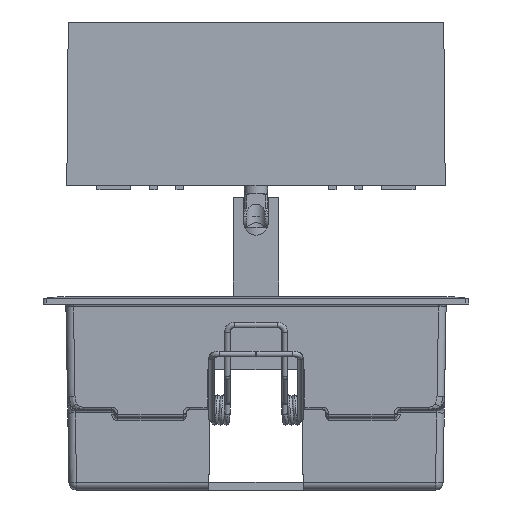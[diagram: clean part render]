
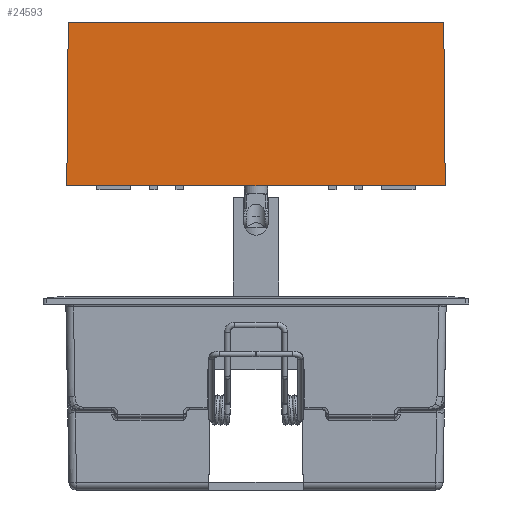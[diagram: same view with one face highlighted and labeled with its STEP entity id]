
A CAD part, front view. The second image highlights one B-rep face of the part: STEP entity #24593.
In plain terms, the highlighted planar face has unit normal (0, -1, 0.009).
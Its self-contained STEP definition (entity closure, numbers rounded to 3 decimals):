
#3398=FACE_OUTER_BOUND('',#4938,.T.);
#4938=EDGE_LOOP('',(#22612,#22613,#22614,#22615));
#6516=LINE('',#67817,#8258);
#6680=LINE('',#68152,#8422);
#6681=LINE('',#68155,#8423);
#6682=LINE('',#68156,#8424);
#8258=VECTOR('',#33466,10.);
#8422=VECTOR('',#33796,10.);
#8423=VECTOR('',#33799,10.);
#8424=VECTOR('',#33800,10.);
#11570=VERTEX_POINT('',#67810);
#11573=VERTEX_POINT('',#67815);
#11658=VERTEX_POINT('',#68150);
#11659=VERTEX_POINT('',#68154);
#15147=EDGE_CURVE('',#11573,#11570,#6516,.T.);
#15312=EDGE_CURVE('',#11573,#11658,#6680,.T.);
#15313=EDGE_CURVE('',#11659,#11658,#6681,.F.);
#15314=EDGE_CURVE('',#11570,#11659,#6682,.T.);
#22612=ORIENTED_EDGE('',*,*,#15147,.F.);
#22613=ORIENTED_EDGE('',*,*,#15312,.T.);
#22614=ORIENTED_EDGE('',*,*,#15313,.F.);
#22615=ORIENTED_EDGE('',*,*,#15314,.F.);
#23141=PLANE('',#27099);
#24593=ADVANCED_FACE('',(#3398),#23141,.T.);
#27099=AXIS2_PLACEMENT_3D('',#68153,#33797,#33798);
#33466=DIRECTION('',(-1.,0.,0.));
#33796=DIRECTION('',(-0.009,0.009,1.));
#33797=DIRECTION('center_axis',(0.,-1.,
0.009));
#33798=DIRECTION('ref_axis',(1.,0.,0.));
#33799=DIRECTION('',(-1.,0.,0.));
#33800=DIRECTION('',(0.009,0.009,1.));
#67810=CARTESIAN_POINT('',(-50.25,-50.25,43.9));
#67815=CARTESIAN_POINT('',(50.25,-50.25,43.9));
#67817=CARTESIAN_POINT('',(50.25,-50.25,43.9));
#68150=CARTESIAN_POINT('',(49.87,-49.87,87.4));
#68152=CARTESIAN_POINT('',(50.246,-50.246,44.338));
#68153=CARTESIAN_POINT('Origin',(-50.25,-50.25,43.9));
#68154=CARTESIAN_POINT('',(-49.87,-49.87,87.4));
#68155=CARTESIAN_POINT('',(-25.125,-49.87,87.4));
#68156=CARTESIAN_POINT('',(-50.246,-50.246,44.338));
